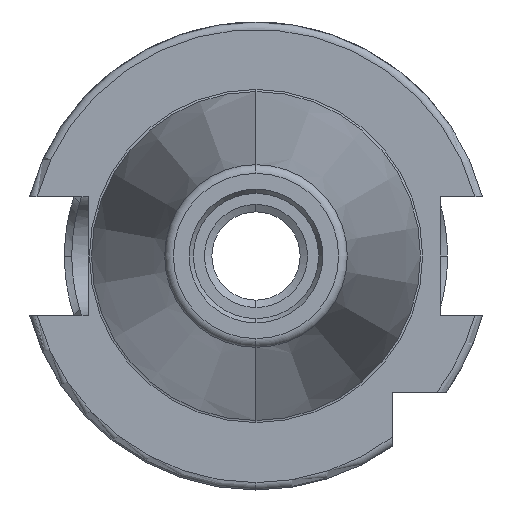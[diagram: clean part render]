
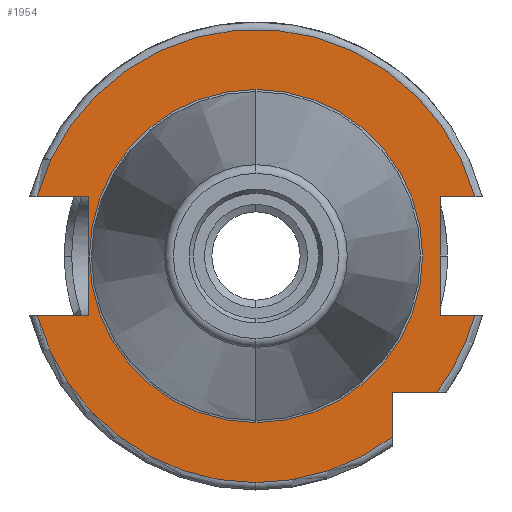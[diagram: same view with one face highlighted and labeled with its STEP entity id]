
A CAD part, left-side view. The second image highlights one B-rep face of the part: STEP entity #1954.
In plain terms, the highlighted planar face has unit normal (-1, 0, 0).
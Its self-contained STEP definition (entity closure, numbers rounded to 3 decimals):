
#15 = VERTEX_POINT ( 'NONE', #1960 ) ;
#46 = VERTEX_POINT ( 'NONE', #2130 ) ;
#48 = EDGE_CURVE ( 'NONE', #46, #15, #2125, .T. ) ;
#60 = EDGE_CURVE ( 'NONE', #15, #4000, #2099, .T. ) ;
#146 = DIRECTION ( 'NONE',  ( 0., 0., -1. ) ) ;
#147 = DIRECTION ( 'NONE',  ( -1., 0., 0. ) ) ;
#148 = CARTESIAN_POINT ( 'NONE',  ( 3.2, 0., 0. ) ) ;
#149 = AXIS2_PLACEMENT_3D ( 'NONE', #148, #147, #146 ) ;
#150 = CIRCLE ( 'NONE', #149, 30.775 ) ;
#265 = CARTESIAN_POINT ( 'NONE',  ( 3.2, 0., -30.775 ) ) ;
#272 = VERTEX_POINT ( 'NONE', #2072 ) ;
#290 = VERTEX_POINT ( 'NONE', #2154 ) ;
#301 = CARTESIAN_POINT ( 'NONE',  ( 3.2, 29.704, -8.05 ) ) ;
#400 = EDGE_CURVE ( 'NONE', #290, #402, #2107, .T. ) ;
#402 = VERTEX_POINT ( 'NONE', #2103 ) ;
#672 = EDGE_CURVE ( 'NONE', #3038, #3017, #3782, .T. ) ;
#696 = EDGE_CURVE ( 'NONE', #290, #714, #3950, .T. ) ;
#714 = VERTEX_POINT ( 'NONE', #3852 ) ;
#765 = EDGE_CURVE ( 'NONE', #272, #402, #3880, .T. ) ;
#978 = CARTESIAN_POINT ( 'NONE',  ( 3.2, 0., 0. ) ) ;
#1002 = DIRECTION ( 'NONE',  ( 0., 0., -1. ) ) ;
#1003 = DIRECTION ( 'NONE',  ( -1., 0., 0. ) ) ;
#1008 = AXIS2_PLACEMENT_3D ( 'NONE', #978, #1003, #1002 ) ;
#1009 = CIRCLE ( 'NONE', #1008, 30.775 ) ;
#1474 = CARTESIAN_POINT ( 'NONE',  ( 3.2, -18.5, -24.594 ) ) ;
#1566 = DIRECTION ( 'NONE',  ( 0., -1., 0. ) ) ;
#1567 = VECTOR ( 'NONE', #1566, 1000. ) ;
#1568 = CARTESIAN_POINT ( 'NONE',  ( 3.2, 0., -8.05 ) ) ;
#1569 = LINE ( 'NONE', #1568, #1567 ) ;
#1749 = EDGE_CURVE ( 'NONE', #46, #272, #1009, .T. ) ;
#1886 = EDGE_LOOP ( 'NONE', ( #1936, #1937, #1938, #1939, #1940, #1941, #3753, #2957, #2982, #2978, #2956, #2981 ) ) ;
#1896 = EDGE_LOOP ( 'NONE', ( #1955, #1935 ) ) ;
#1935 = ORIENTED_EDGE ( 'NONE', *, *, #2368, .F. ) ;
#1936 = ORIENTED_EDGE ( 'NONE', *, *, #4039, .F. ) ;
#1937 = ORIENTED_EDGE ( 'NONE', *, *, #3130, .T. ) ;
#1938 = ORIENTED_EDGE ( 'NONE', *, *, #1953, .T. ) ;
#1939 = ORIENTED_EDGE ( 'NONE', *, *, #60, .F. ) ;
#1940 = ORIENTED_EDGE ( 'NONE', *, *, #48, .F. ) ;
#1941 = ORIENTED_EDGE ( 'NONE', *, *, #1749, .T. ) ;
#1945 = EDGE_CURVE ( 'NONE', #714, #3435, #4145, .T. ) ;
#1953 = EDGE_CURVE ( 'NONE', #3199, #4000, #4135, .T. ) ;
#1954 = ADVANCED_FACE ( 'NONE', ( #4130, #4129 ), #4128, .F. ) ;
#1955 = ORIENTED_EDGE ( 'NONE', *, *, #672, .F. ) ;
#1960 = CARTESIAN_POINT ( 'NONE',  ( 3.2, -18.5, -18.5 ) ) ;
#2072 = CARTESIAN_POINT ( 'NONE',  ( 3.2, -29.704, -8.05 ) ) ;
#2096 = DIRECTION ( 'NONE',  ( 0., 0., -1. ) ) ;
#2097 = VECTOR ( 'NONE', #2096, 1000. ) ;
#2098 = CARTESIAN_POINT ( 'NONE',  ( 3.2, -18.5, -18.5 ) ) ;
#2099 = LINE ( 'NONE', #2098, #2097 ) ;
#2103 = CARTESIAN_POINT ( 'NONE',  ( 3.2, -25., -8.05 ) ) ;
#2104 = DIRECTION ( 'NONE',  ( 0., 0., -1. ) ) ;
#2105 = VECTOR ( 'NONE', #2104, 1000. ) ;
#2106 = CARTESIAN_POINT ( 'NONE',  ( 3.2, -25., 30.775 ) ) ;
#2107 = LINE ( 'NONE', #2106, #2105 ) ;
#2122 = DIRECTION ( 'NONE',  ( 0., 1., 0. ) ) ;
#2123 = VECTOR ( 'NONE', #2122, 1000. ) ;
#2124 = CARTESIAN_POINT ( 'NONE',  ( 3.2, -25.834, -18.5 ) ) ;
#2125 = LINE ( 'NONE', #2124, #2123 ) ;
#2130 = CARTESIAN_POINT ( 'NONE',  ( 3.2, -24.594, -18.5 ) ) ;
#2154 = CARTESIAN_POINT ( 'NONE',  ( 3.2, -25., 8.05 ) ) ;
#2368 = EDGE_CURVE ( 'NONE', #3017, #3038, #4213, .T. ) ;
#2703 = CARTESIAN_POINT ( 'NONE',  ( 3.2, 22.8, 8.05 ) ) ;
#2704 = DIRECTION ( 'NONE',  ( 0., 1., 0. ) ) ;
#2705 = VECTOR ( 'NONE', #2704, 1000. ) ;
#2706 = CARTESIAN_POINT ( 'NONE',  ( 3.2, 0., 8.05 ) ) ;
#2707 = LINE ( 'NONE', #2706, #2705 ) ;
#2708 = CARTESIAN_POINT ( 'NONE',  ( 3.2, 29.704, 8.05 ) ) ;
#2763 = DIRECTION ( 'NONE',  ( 0., 0., -1. ) ) ;
#2764 = VECTOR ( 'NONE', #2763, 1000. ) ;
#2765 = CARTESIAN_POINT ( 'NONE',  ( 3.2, 22.8, 30.775 ) ) ;
#2766 = LINE ( 'NONE', #2765, #2764 ) ;
#2782 = CARTESIAN_POINT ( 'NONE',  ( 3.2, 22.8, -8.05 ) ) ;
#2956 = ORIENTED_EDGE ( 'NONE', *, *, #3436, .F. ) ;
#2957 = ORIENTED_EDGE ( 'NONE', *, *, #400, .F. ) ;
#2978 = ORIENTED_EDGE ( 'NONE', *, *, #1945, .T. ) ;
#2981 = ORIENTED_EDGE ( 'NONE', *, *, #3472, .T. ) ;
#2982 = ORIENTED_EDGE ( 'NONE', *, *, #696, .T. ) ;
#3017 = VERTEX_POINT ( 'NONE', #4562 ) ;
#3038 = VERTEX_POINT ( 'NONE', #4581 ) ;
#3130 = EDGE_CURVE ( 'NONE', #3181, #3199, #150, .T. ) ;
#3181 = VERTEX_POINT ( 'NONE', #301 ) ;
#3199 = VERTEX_POINT ( 'NONE', #265 ) ;
#3435 = VERTEX_POINT ( 'NONE', #2708 ) ;
#3436 = EDGE_CURVE ( 'NONE', #3438, #3435, #2707, .T. ) ;
#3438 = VERTEX_POINT ( 'NONE', #2703 ) ;
#3466 = VERTEX_POINT ( 'NONE', #2782 ) ;
#3472 = EDGE_CURVE ( 'NONE', #3438, #3466, #2766, .T. ) ;
#3753 = ORIENTED_EDGE ( 'NONE', *, *, #765, .T. ) ;
#3780 = CARTESIAN_POINT ( 'NONE',  ( 3.2, 0., 0. ) ) ;
#3781 = AXIS2_PLACEMENT_3D ( 'NONE', #3780, #3800, #3799 ) ;
#3782 = CIRCLE ( 'NONE', #3781, 22.625 ) ;
#3799 = DIRECTION ( 'NONE',  ( 0., 0., -1. ) ) ;
#3800 = DIRECTION ( 'NONE',  ( -1., 0., 0. ) ) ;
#3846 = DIRECTION ( 'NONE',  ( 0., 1., 0. ) ) ;
#3847 = VECTOR ( 'NONE', #3846, 1000. ) ;
#3852 = CARTESIAN_POINT ( 'NONE',  ( 3.2, -29.704, 8.05 ) ) ;
#3879 = CARTESIAN_POINT ( 'NONE',  ( 3.2, 0., -8.05 ) ) ;
#3880 = LINE ( 'NONE', #3879, #3847 ) ;
#3937 = DIRECTION ( 'NONE',  ( 0., -1., 0. ) ) ;
#3938 = VECTOR ( 'NONE', #3937, 1000. ) ;
#3939 = CARTESIAN_POINT ( 'NONE',  ( 3.2, 0., 8.05 ) ) ;
#3950 = LINE ( 'NONE', #3939, #3938 ) ;
#4000 = VERTEX_POINT ( 'NONE', #1474 ) ;
#4039 = EDGE_CURVE ( 'NONE', #3181, #3466, #1569, .T. ) ;
#4123 = DIRECTION ( 'NONE',  ( 0., 0., 1. ) ) ;
#4124 = DIRECTION ( 'NONE',  ( 1., 0., 0. ) ) ;
#4125 = CARTESIAN_POINT ( 'NONE',  ( 3.2, 0., 30.775 ) ) ;
#4127 = AXIS2_PLACEMENT_3D ( 'NONE', #4125, #4124, #4123 ) ;
#4128 = PLANE ( 'NONE',  #4127 ) ;
#4129 = FACE_OUTER_BOUND ( 'NONE', #1886, .T. ) ;
#4130 = FACE_BOUND ( 'NONE', #1896, .T. ) ;
#4131 = DIRECTION ( 'NONE',  ( 0., 0., -1. ) ) ;
#4132 = DIRECTION ( 'NONE',  ( -1., 0., 0. ) ) ;
#4133 = CARTESIAN_POINT ( 'NONE',  ( 3.2, 0., 0. ) ) ;
#4134 = AXIS2_PLACEMENT_3D ( 'NONE', #4133, #4132, #4131 ) ;
#4135 = CIRCLE ( 'NONE', #4134, 30.775 ) ;
#4141 = DIRECTION ( 'NONE',  ( 0., 0., -1. ) ) ;
#4142 = DIRECTION ( 'NONE',  ( -1., 0., 0. ) ) ;
#4143 = CARTESIAN_POINT ( 'NONE',  ( 3.2, 0., 0. ) ) ;
#4144 = AXIS2_PLACEMENT_3D ( 'NONE', #4143, #4142, #4141 ) ;
#4145 = CIRCLE ( 'NONE', #4144, 30.775 ) ;
#4209 = DIRECTION ( 'NONE',  ( 0., 0., -1. ) ) ;
#4210 = DIRECTION ( 'NONE',  ( -1., 0., 0. ) ) ;
#4211 = CARTESIAN_POINT ( 'NONE',  ( 3.2, 0., 0. ) ) ;
#4212 = AXIS2_PLACEMENT_3D ( 'NONE', #4211, #4210, #4209 ) ;
#4213 = CIRCLE ( 'NONE', #4212, 22.625 ) ;
#4562 = CARTESIAN_POINT ( 'NONE',  ( 3.2, 0., 22.625 ) ) ;
#4581 = CARTESIAN_POINT ( 'NONE',  ( 3.2, 0., -22.625 ) ) ;
